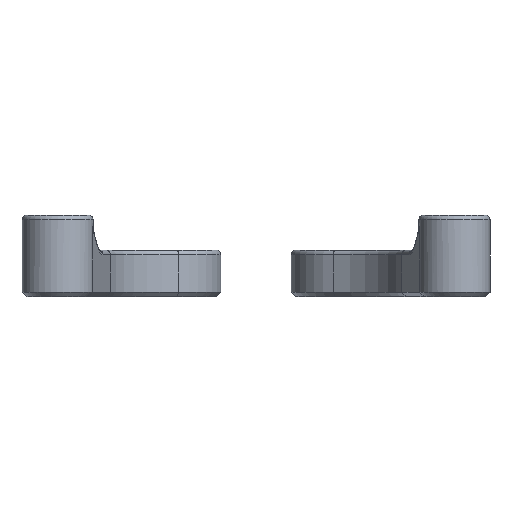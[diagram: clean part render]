
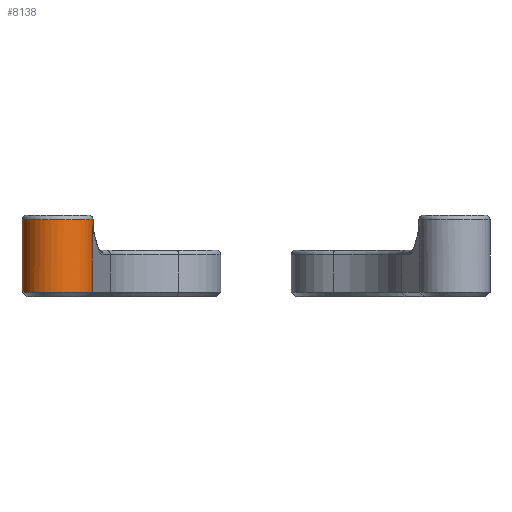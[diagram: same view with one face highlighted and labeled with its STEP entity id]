
A CAD part, front view. The second image highlights one B-rep face of the part: STEP entity #8138.
In plain terms, the highlighted cylindrical face has radius 3.05 mm (diameter 6.1 mm), a full revolution.
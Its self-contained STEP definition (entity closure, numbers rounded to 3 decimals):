
#45=CYLINDRICAL_SURFACE('',#8586,3.05);
#154=CIRCLE('',#8574,3.05);
#155=CIRCLE('',#8575,3.05);
#161=CIRCLE('',#8587,3.05);
#162=CIRCLE('',#8588,3.05);
#972=FACE_OUTER_BOUND('',#1457,.T.);
#1457=EDGE_LOOP('',(#6237,#6238,#6239,#6240,#6241,#6242,#6243,#6244));
#2114=LINE('',#12369,#2860);
#2117=LINE('',#12385,#2863);
#2118=LINE('',#12387,#2864);
#2860=VECTOR('',#9545,10.);
#2863=VECTOR('',#9552,3.05);
#2864=VECTOR('',#9553,10.);
#3610=VERTEX_POINT('',#12327);
#3614=VERTEX_POINT('',#12339);
#3615=VERTEX_POINT('',#12341);
#3623=VERTEX_POINT('',#12368);
#3626=VERTEX_POINT('',#12383);
#3627=VERTEX_POINT('',#12386);
#4553=EDGE_CURVE('',#3610,#3614,#154,.T.);
#4554=EDGE_CURVE('',#3614,#3615,#155,.T.);
#4568=EDGE_CURVE('',#3615,#3623,#2114,.T.);
#4572=EDGE_CURVE('',#3626,#3626,#161,.T.);
#4573=EDGE_CURVE('',#3626,#3614,#2117,.T.);
#4574=EDGE_CURVE('',#3610,#3627,#2118,.T.);
#4575=EDGE_CURVE('',#3623,#3627,#162,.T.);
#6237=ORIENTED_EDGE('',*,*,#4572,.F.);
#6238=ORIENTED_EDGE('',*,*,#4573,.T.);
#6239=ORIENTED_EDGE('',*,*,#4553,.F.);
#6240=ORIENTED_EDGE('',*,*,#4574,.T.);
#6241=ORIENTED_EDGE('',*,*,#4575,.F.);
#6242=ORIENTED_EDGE('',*,*,#4568,.F.);
#6243=ORIENTED_EDGE('',*,*,#4554,.F.);
#6244=ORIENTED_EDGE('',*,*,#4573,.F.);
#8138=ADVANCED_FACE('',(#972),#45,.T.);
#8574=AXIS2_PLACEMENT_3D('',#12340,#9513,#9514);
#8575=AXIS2_PLACEMENT_3D('',#12342,#9515,#9516);
#8586=AXIS2_PLACEMENT_3D('',#12382,#9548,#9549);
#8587=AXIS2_PLACEMENT_3D('',#12384,#9550,#9551);
#8588=AXIS2_PLACEMENT_3D('',#12388,#9554,#9555);
#9513=DIRECTION('center_axis',(0.,0.,-1.));
#9514=DIRECTION('ref_axis',(-1.,0.,0.));
#9515=DIRECTION('center_axis',(0.,0.,-1.));
#9516=DIRECTION('ref_axis',(-1.,0.,0.));
#9545=DIRECTION('',(0.,0.,1.));
#9548=DIRECTION('center_axis',(0.,0.,1.));
#9549=DIRECTION('ref_axis',(1.,0.,0.));
#9550=DIRECTION('center_axis',(0.,0.,1.));
#9551=DIRECTION('ref_axis',(1.,0.,0.));
#9552=DIRECTION('',(0.,0.,-1.));
#9553=DIRECTION('',(0.,0.,1.));
#9554=DIRECTION('center_axis',(0.,0.,-1.));
#9555=DIRECTION('ref_axis',(0.215,0.977,0.));
#12327=CARTESIAN_POINT('',(67.58,-8.12,0.4));
#12339=CARTESIAN_POINT('',(61.552,-7.464,0.4));
#12340=CARTESIAN_POINT('Origin',(64.602,-7.464,0.4));
#12341=CARTESIAN_POINT('',(61.623,-6.809,0.4));
#12342=CARTESIAN_POINT('Origin',(64.602,-7.464,0.4));
#12368=CARTESIAN_POINT('',(61.623,-6.809,6.));
#12369=CARTESIAN_POINT('',(61.623,-6.809,0.));
#12382=CARTESIAN_POINT('Origin',(64.602,-7.464,0.));
#12383=CARTESIAN_POINT('',(61.552,-7.464,6.6));
#12384=CARTESIAN_POINT('Origin',(64.602,-7.464,6.6));
#12385=CARTESIAN_POINT('',(61.552,-7.464,0.));
#12386=CARTESIAN_POINT('',(67.58,-8.12,6.));
#12387=CARTESIAN_POINT('',(67.58,-8.12,0.));
#12388=CARTESIAN_POINT('Origin',(64.602,-7.464,6.));
